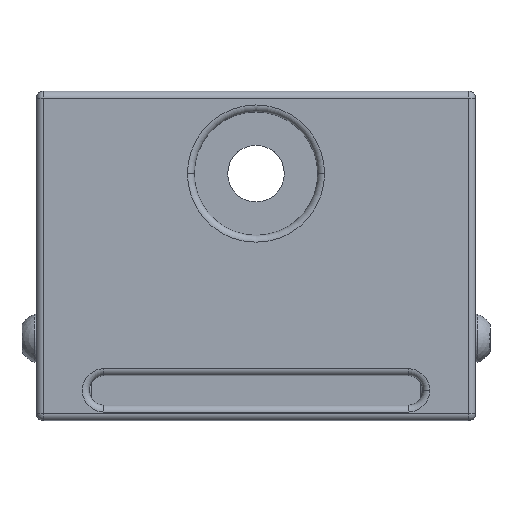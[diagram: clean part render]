
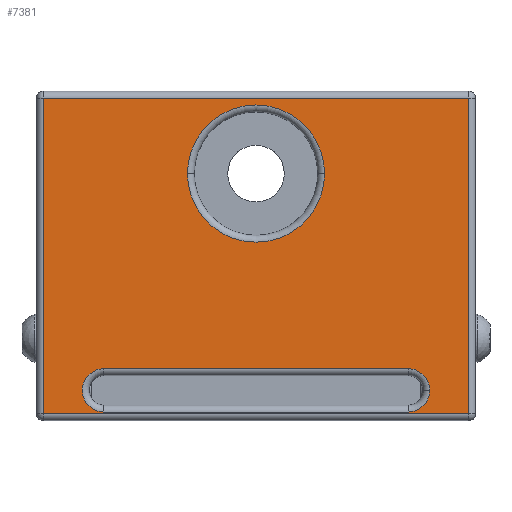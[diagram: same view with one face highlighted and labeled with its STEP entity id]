
A CAD part, top view. The second image highlights one B-rep face of the part: STEP entity #7381.
In plain terms, the highlighted planar face has unit normal (0, 0, 1).
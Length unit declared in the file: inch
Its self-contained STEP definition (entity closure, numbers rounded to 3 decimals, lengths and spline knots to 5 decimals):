
#74 = ORIENTED_EDGE ( 'NONE', *, *, #4090, .T. ) ;
#101 = VERTEX_POINT ( 'NONE', #7866 ) ;
#193 = EDGE_LOOP ( 'NONE', ( #8553, #8464, #4518, #74, #4827 ) ) ;
#246 = DIRECTION ( 'NONE',  ( 0., 0., -1. ) ) ;
#298 = VERTEX_POINT ( 'NONE', #842 ) ;
#309 = VERTEX_POINT ( 'NONE', #4581 ) ;
#442 = DIRECTION ( 'NONE',  ( -1., 0., 0. ) ) ;
#446 = CARTESIAN_POINT ( 'NONE',  ( -1.9375, -1.4375, 0.5 ) ) ;
#638 = CIRCLE ( 'NONE', #4304, 0.625 ) ;
#684 = VECTOR ( 'NONE', #442, 39.37008 ) ;
#688 = VERTEX_POINT ( 'NONE', #3052 ) ;
#709 = PLANE ( 'NONE',  #2749 ) ;
#779 = DIRECTION ( 'NONE',  ( 0., 0., -1. ) ) ;
#842 = CARTESIAN_POINT ( 'NONE',  ( 1.9375, -1.4375, 0.5 ) ) ;
#906 = EDGE_CURVE ( 'NONE', #5269, #8266, #6658, .T. ) ;
#952 = LINE ( 'NONE', #5124, #8182 ) ;
#1019 = DIRECTION ( 'NONE',  ( 1., 0., 0. ) ) ;
#1236 = DIRECTION ( 'NONE',  ( 0., 0., -1. ) ) ;
#1289 = CARTESIAN_POINT ( 'NONE',  ( -1.9375, 1.4375, 0.5 ) ) ;
#1292 = ORIENTED_EDGE ( 'NONE', *, *, #2486, .T. ) ;
#1587 = CARTESIAN_POINT ( 'NONE',  ( 1.385, -1.225, 0.5 ) ) ;
#1643 = AXIS2_PLACEMENT_3D ( 'NONE', #1587, #2273, #2207 ) ;
#1964 = CIRCLE ( 'NONE', #5251, 0.1975 ) ;
#2075 = FACE_BOUND ( 'NONE', #4547, .T. ) ;
#2181 = CARTESIAN_POINT ( 'NONE',  ( -1.385, -1.4225, 0.5 ) ) ;
#2207 = DIRECTION ( 'NONE',  ( 1., 0., 0. ) ) ;
#2273 = DIRECTION ( 'NONE',  ( 0., 0., -1. ) ) ;
#2486 = EDGE_CURVE ( 'NONE', #7319, #101, #8277, .T. ) ;
#2514 = LINE ( 'NONE', #7514, #6778 ) ;
#2542 = VERTEX_POINT ( 'NONE', #446 ) ;
#2749 = AXIS2_PLACEMENT_3D ( 'NONE', #7695, #6973, #7722 ) ;
#2775 = ORIENTED_EDGE ( 'NONE', *, *, #906, .T. ) ;
#3052 = CARTESIAN_POINT ( 'NONE',  ( 1.385, -1.4225, 0.5 ) ) ;
#3199 = FACE_BOUND ( 'NONE', #193, .T. ) ;
#3214 = DIRECTION ( 'NONE',  ( 1., 0., 0. ) ) ;
#3221 = CIRCLE ( 'NONE', #3447, 0.1975 ) ;
#3314 = VERTEX_POINT ( 'NONE', #6858 ) ;
#3447 = AXIS2_PLACEMENT_3D ( 'NONE', #8121, #1236, #3214 ) ;
#3477 = CARTESIAN_POINT ( 'NONE',  ( 1.385, -1.0275, 0.5 ) ) ;
#3744 = EDGE_CURVE ( 'NONE', #688, #4920, #5491, .T. ) ;
#3760 = CARTESIAN_POINT ( 'NONE',  ( -1.9375, -1.5, 0.5 ) ) ;
#3825 = LINE ( 'NONE', #6076, #4902 ) ;
#3956 = DIRECTION ( 'NONE',  ( 1., 0., 0. ) ) ;
#4090 = EDGE_CURVE ( 'NONE', #6871, #309, #5838, .T. ) ;
#4304 = AXIS2_PLACEMENT_3D ( 'NONE', #5840, #246, #4441 ) ;
#4378 = CARTESIAN_POINT ( 'NONE',  ( 1.9375, 1.4375, 0.5 ) ) ;
#4441 = DIRECTION ( 'NONE',  ( 1., 0., 0. ) ) ;
#4518 = ORIENTED_EDGE ( 'NONE', *, *, #6187, .T. ) ;
#4547 = EDGE_LOOP ( 'NONE', ( #1292, #6259 ) ) ;
#4581 = CARTESIAN_POINT ( 'NONE',  ( 1.5825, -1.225, 0.5 ) ) ;
#4620 = ORIENTED_EDGE ( 'NONE', *, *, #7549, .T. ) ;
#4674 = CARTESIAN_POINT ( 'NONE',  ( 0., 0.75, 0.5 ) ) ;
#4678 = VECTOR ( 'NONE', #7209, 39.37008 ) ;
#4696 = EDGE_CURVE ( 'NONE', #4920, #3314, #3221, .T. ) ;
#4827 = ORIENTED_EDGE ( 'NONE', *, *, #5884, .T. ) ;
#4902 = VECTOR ( 'NONE', #6784, 39.37008 ) ;
#4920 = VERTEX_POINT ( 'NONE', #2181 ) ;
#5124 = CARTESIAN_POINT ( 'NONE',  ( 1.385, -1.0275, 0.5 ) ) ;
#5154 = DIRECTION ( 'NONE',  ( 0., -1., 0. ) ) ;
#5224 = LINE ( 'NONE', #3760, #8630 ) ;
#5251 = AXIS2_PLACEMENT_3D ( 'NONE', #5728, #779, #6439 ) ;
#5269 = VERTEX_POINT ( 'NONE', #4378 ) ;
#5398 = ORIENTED_EDGE ( 'NONE', *, *, #8005, .T. ) ;
#5491 = LINE ( 'NONE', #8092, #684 ) ;
#5728 = CARTESIAN_POINT ( 'NONE',  ( 1.385, -1.225, 0.5 ) ) ;
#5838 = CIRCLE ( 'NONE', #1643, 0.1975 ) ;
#5840 = CARTESIAN_POINT ( 'NONE',  ( 0., 0.75, 0.5 ) ) ;
#5884 = EDGE_CURVE ( 'NONE', #309, #688, #1964, .T. ) ;
#6076 = CARTESIAN_POINT ( 'NONE',  ( 1.9375, 1.5, 0.5 ) ) ;
#6145 = DIRECTION ( 'NONE',  ( 0., 0., -1. ) ) ;
#6187 = EDGE_CURVE ( 'NONE', #3314, #6871, #952, .T. ) ;
#6259 = ORIENTED_EDGE ( 'NONE', *, *, #8562, .T. ) ;
#6267 = CARTESIAN_POINT ( 'NONE',  ( -2., 1.4375, 0.5 ) ) ;
#6439 = DIRECTION ( 'NONE',  ( 1., 0., 0. ) ) ;
#6658 = LINE ( 'NONE', #6267, #4678 ) ;
#6704 = EDGE_CURVE ( 'NONE', #2542, #298, #2514, .T. ) ;
#6778 = VECTOR ( 'NONE', #8208, 39.37008 ) ;
#6784 = DIRECTION ( 'NONE',  ( 0., 1., 0. ) ) ;
#6820 = ORIENTED_EDGE ( 'NONE', *, *, #6704, .T. ) ;
#6858 = CARTESIAN_POINT ( 'NONE',  ( -1.385, -1.0275, 0.5 ) ) ;
#6871 = VERTEX_POINT ( 'NONE', #3477 ) ;
#6973 = DIRECTION ( 'NONE',  ( 0., 0., 1. ) ) ;
#7209 = DIRECTION ( 'NONE',  ( -1., 0., 0. ) ) ;
#7319 = VERTEX_POINT ( 'NONE', #9013 ) ;
#7381 = ADVANCED_FACE ( 'NONE', ( #2075, #7474, #3199 ), #709, .T. ) ;
#7474 = FACE_OUTER_BOUND ( 'NONE', #8279, .T. ) ;
#7514 = CARTESIAN_POINT ( 'NONE',  ( 2., -1.4375, 0.5 ) ) ;
#7549 = EDGE_CURVE ( 'NONE', #298, #5269, #3825, .T. ) ;
#7695 = CARTESIAN_POINT ( 'NONE',  ( 0., 0., 0.5 ) ) ;
#7722 = DIRECTION ( 'NONE',  ( 1., 0., 0. ) ) ;
#7866 = CARTESIAN_POINT ( 'NONE',  ( -0.625, 0.75, 0.5 ) ) ;
#8005 = EDGE_CURVE ( 'NONE', #8266, #2542, #5224, .T. ) ;
#8092 = CARTESIAN_POINT ( 'NONE',  ( -1.385, -1.4225, 0.5 ) ) ;
#8121 = CARTESIAN_POINT ( 'NONE',  ( -1.385, -1.225, 0.5 ) ) ;
#8182 = VECTOR ( 'NONE', #1019, 39.37008 ) ;
#8208 = DIRECTION ( 'NONE',  ( 1., 0., 0. ) ) ;
#8266 = VERTEX_POINT ( 'NONE', #1289 ) ;
#8277 = CIRCLE ( 'NONE', #8931, 0.625 ) ;
#8279 = EDGE_LOOP ( 'NONE', ( #6820, #4620, #2775, #5398 ) ) ;
#8464 = ORIENTED_EDGE ( 'NONE', *, *, #4696, .T. ) ;
#8553 = ORIENTED_EDGE ( 'NONE', *, *, #3744, .T. ) ;
#8562 = EDGE_CURVE ( 'NONE', #101, #7319, #638, .T. ) ;
#8630 = VECTOR ( 'NONE', #5154, 39.37008 ) ;
#8931 = AXIS2_PLACEMENT_3D ( 'NONE', #4674, #6145, #3956 ) ;
#9013 = CARTESIAN_POINT ( 'NONE',  ( 0.625, 0.75, 0.5 ) ) ;
